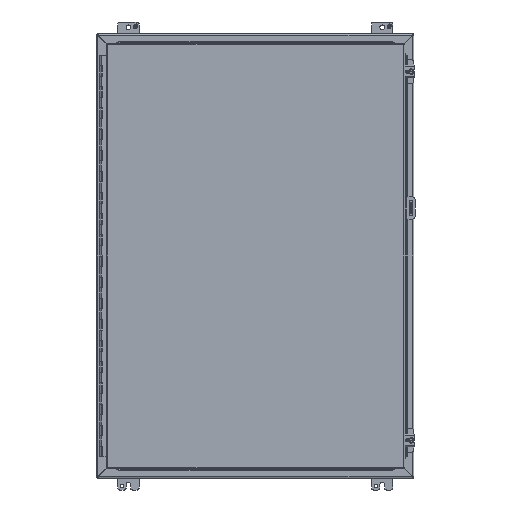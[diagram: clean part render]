
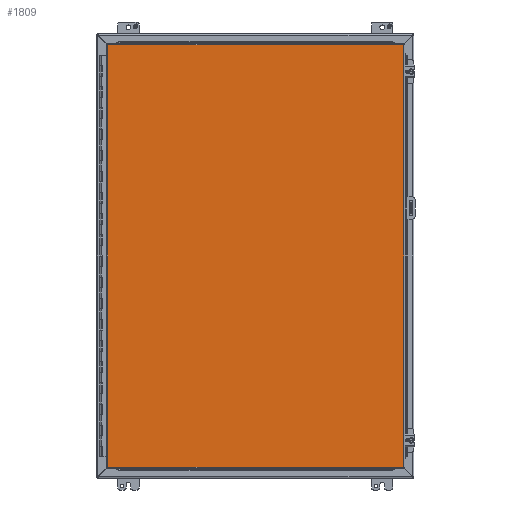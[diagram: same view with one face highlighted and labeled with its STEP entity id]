
A CAD part, front view. The second image highlights one B-rep face of the part: STEP entity #1809.
In plain terms, the highlighted planar face has unit normal (0, -1, 0).
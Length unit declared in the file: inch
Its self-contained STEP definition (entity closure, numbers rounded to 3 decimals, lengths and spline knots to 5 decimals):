
#1243 = VERTEX_POINT ( 'NONE', #34793 ) ;
#1809 = ADVANCED_FACE ( 'NONE', ( #20492 ), #43027, .T. ) ;
#2027 = EDGE_CURVE ( 'NONE', #37077, #32826, #8051, .T. ) ;
#2152 = DIRECTION ( 'NONE',  ( 0., -1., 0. ) ) ;
#3720 = DIRECTION ( 'NONE',  ( 0., 0., 1. ) ) ;
#5616 = DIRECTION ( 'NONE',  ( 0., 0., -1. ) ) ;
#6252 = CARTESIAN_POINT ( 'NONE',  ( -13.955, -11.185, -19.9945 ) ) ;
#7588 = DIRECTION ( 'NONE',  ( 0., 0., -1. ) ) ;
#7811 = CARTESIAN_POINT ( 'NONE',  ( 14.017, -11.185, -19.9945 ) ) ;
#7913 = CARTESIAN_POINT ( 'NONE',  ( -13.955, -11.185, -19.9945 ) ) ;
#8051 = LINE ( 'NONE', #7811, #23791 ) ;
#8933 = CARTESIAN_POINT ( 'NONE',  ( -13.955, -11.185, 19.9945 ) ) ;
#9098 = DIRECTION ( 'NONE',  ( 1., 0., 0. ) ) ;
#12819 = CARTESIAN_POINT ( 'NONE',  ( -13.955, -11.185, 19.9945 ) ) ;
#13299 = CARTESIAN_POINT ( 'NONE',  ( -13.955, -11.185, -19.9945 ) ) ;
#14855 = EDGE_CURVE ( 'NONE', #1243, #37077, #22240, .T. ) ;
#15598 = VECTOR ( 'NONE', #7588, 39.37008 ) ;
#16537 = LINE ( 'NONE', #12819, #21463 ) ;
#20492 = FACE_OUTER_BOUND ( 'NONE', #45997, .T. ) ;
#21463 = VECTOR ( 'NONE', #9098, 39.37008 ) ;
#21731 = ORIENTED_EDGE ( 'NONE', *, *, #2027, .F. ) ;
#22240 = LINE ( 'NONE', #29662, #15598 ) ;
#22698 = DIRECTION ( 'NONE',  ( -1., 0., 0. ) ) ;
#23211 = VERTEX_POINT ( 'NONE', #8933 ) ;
#23620 = EDGE_CURVE ( 'NONE', #32826, #23211, #37668, .T. ) ;
#23695 = CARTESIAN_POINT ( 'NONE',  ( 14.017, -11.185, -19.9945 ) ) ;
#23791 = VECTOR ( 'NONE', #22698, 39.37008 ) ;
#24850 = ORIENTED_EDGE ( 'NONE', *, *, #40645, .F. ) ;
#25210 = VECTOR ( 'NONE', #3720, 39.37008 ) ;
#29662 = CARTESIAN_POINT ( 'NONE',  ( 14.017, -11.185, 19.9945 ) ) ;
#32826 = VERTEX_POINT ( 'NONE', #6252 ) ;
#34793 = CARTESIAN_POINT ( 'NONE',  ( 14.017, -11.185, 19.9945 ) ) ;
#37077 = VERTEX_POINT ( 'NONE', #23695 ) ;
#37668 = LINE ( 'NONE', #7913, #25210 ) ;
#38727 = ORIENTED_EDGE ( 'NONE', *, *, #23620, .F. ) ;
#40645 = EDGE_CURVE ( 'NONE', #23211, #1243, #16537, .T. ) ;
#41977 = AXIS2_PLACEMENT_3D ( 'NONE', #13299, #2152, #5616 ) ;
#43027 = PLANE ( 'NONE',  #41977 ) ;
#45997 = EDGE_LOOP ( 'NONE', ( #48932, #24850, #38727, #21731 ) ) ;
#48932 = ORIENTED_EDGE ( 'NONE', *, *, #14855, .F. ) ;
